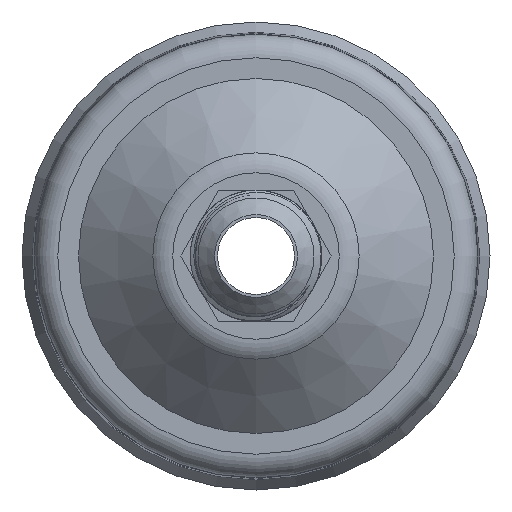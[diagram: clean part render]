
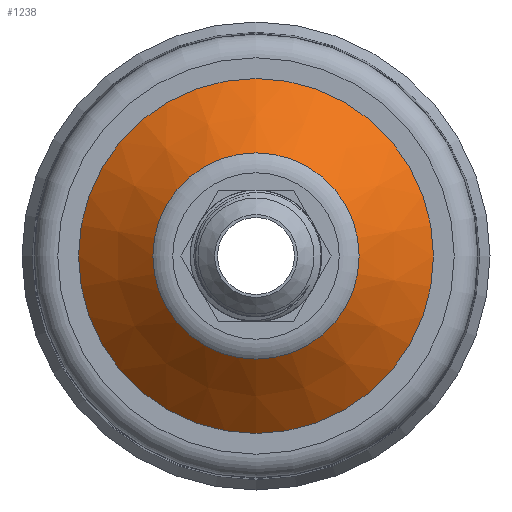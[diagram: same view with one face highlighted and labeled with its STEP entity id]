
A CAD part, left-side view. The second image highlights one B-rep face of the part: STEP entity #1238.
In plain terms, the highlighted conical face has half-angle 47.611 degrees and reference radius 30 mm.
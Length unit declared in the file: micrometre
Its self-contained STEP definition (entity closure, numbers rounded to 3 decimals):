
#62=CONICAL_SURFACE('',#1371,30000.,0.831);
#100=FACE_OUTER_BOUND('',#168,.T.);
#168=EDGE_LOOP('',(#947,#948,#949,#950,#951,#952));
#258=CIRCLE('',#1372,30000.);
#259=CIRCLE('',#1373,30000.);
#260=CIRCLE('',#1374,17431.981);
#261=CIRCLE('',#1375,17431.981);
#357=LINE('',#3044,#429);
#429=VECTOR('',#1611,30000.);
#551=VERTEX_POINT('',#3039);
#552=VERTEX_POINT('',#3040);
#553=VERTEX_POINT('',#3043);
#554=VERTEX_POINT('',#3045);
#712=EDGE_CURVE('',#551,#552,#258,.T.);
#713=EDGE_CURVE('',#552,#551,#259,.T.);
#714=EDGE_CURVE('',#552,#553,#357,.T.);
#715=EDGE_CURVE('',#553,#554,#260,.T.);
#716=EDGE_CURVE('',#554,#553,#261,.T.);
#947=ORIENTED_EDGE('',*,*,#712,.F.);
#948=ORIENTED_EDGE('',*,*,#713,.F.);
#949=ORIENTED_EDGE('',*,*,#714,.T.);
#950=ORIENTED_EDGE('',*,*,#715,.T.);
#951=ORIENTED_EDGE('',*,*,#716,.T.);
#952=ORIENTED_EDGE('',*,*,#714,.F.);
#1238=ADVANCED_FACE('',(#100),#62,.T.);
#1371=AXIS2_PLACEMENT_3D('',#3038,#1605,#1606);
#1372=AXIS2_PLACEMENT_3D('',#3041,#1607,#1608);
#1373=AXIS2_PLACEMENT_3D('',#3042,#1609,#1610);
#1374=AXIS2_PLACEMENT_3D('',#3046,#1612,#1613);
#1375=AXIS2_PLACEMENT_3D('',#3047,#1614,#1615);
#1605=DIRECTION('center_axis',(1.,0.,0.));
#1606=DIRECTION('ref_axis',(0.,0.,-1.));
#1607=DIRECTION('center_axis',(1.,0.,0.));
#1608=DIRECTION('ref_axis',(0.,0.,-1.));
#1609=DIRECTION('center_axis',(1.,0.,0.));
#1610=DIRECTION('ref_axis',(0.,0.,-1.));
#1611=DIRECTION('',(-0.674,0.,-0.739));
#1612=DIRECTION('center_axis',(1.,0.,0.));
#1613=DIRECTION('ref_axis',(0.,0.,-1.));
#1614=DIRECTION('center_axis',(1.,0.,0.));
#1615=DIRECTION('ref_axis',(0.,0.,-1.));
#3038=CARTESIAN_POINT('Origin',(-39721.245,0.,0.));
#3039=CARTESIAN_POINT('',(-39721.245,0.,-30000.));
#3040=CARTESIAN_POINT('',(-39721.245,0.,30000.));
#3041=CARTESIAN_POINT('Origin',(-39721.245,0.,0.));
#3042=CARTESIAN_POINT('Origin',(-39721.245,0.,0.));
#3043=CARTESIAN_POINT('',(-51192.934,0.,17431.981));
#3044=CARTESIAN_POINT('',(-39721.245,0.,30000.));
#3045=CARTESIAN_POINT('',(-51192.934,0.,-17431.981));
#3046=CARTESIAN_POINT('Origin',(-51192.934,0.,0.));
#3047=CARTESIAN_POINT('Origin',(-51192.934,0.,0.));
